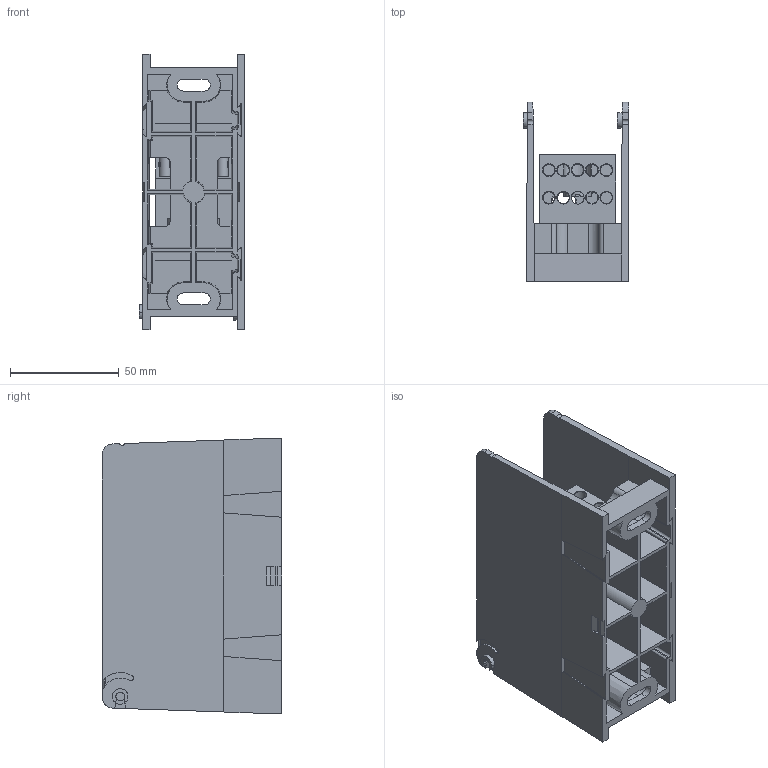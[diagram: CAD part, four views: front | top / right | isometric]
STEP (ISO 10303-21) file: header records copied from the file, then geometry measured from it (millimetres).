
FILE_DESCRIPTION (( 'STEP AP214' ), '1' );
FILE_NAME ('702022rev-1P.STEP', '2015-06-24T18:47:21', ( '' ), ( '' ), 'SwSTEP 2.0', 'SolidWorks 2014', '' );
FILE_SCHEMA (( 'AUTOMOTIVE_DESIGN' ));
Length unit declared in the file: inch
Products named in the file (1): 702022rev-1P
Bounding box: 48.6 x 82.55 x 127.01 mm (x, y, z)
Surface area: 76701.6 mm2 (no closed solid volume)
Topology: 0 solids, 8 shells, 339 faces, 1200 edges, 844 vertices
Faces by surface type: plane 179, cylinder 106, cone 54
Entity records: 20144 total; most frequent: CARTESIAN_POINT 5994, ORIENTED_EDGE 1979, DIRECTION 1822, EDGE_CURVE 1198, VERTEX_POINT 844, LINE 752, VECTOR 752, AXIS2_PLACEMENT_3D 535
